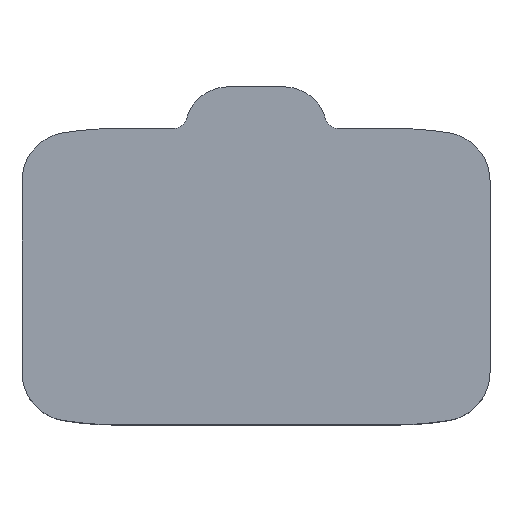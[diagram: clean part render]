
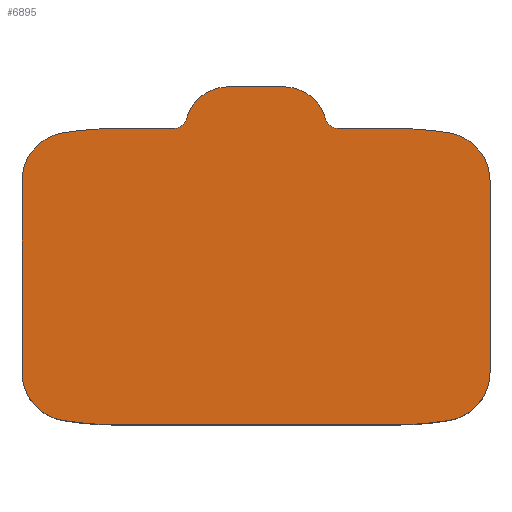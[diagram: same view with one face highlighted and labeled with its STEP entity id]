
A CAD part, top view. The second image highlights one B-rep face of the part: STEP entity #6895.
In plain terms, the highlighted planar face has unit normal (0, 0, 1).
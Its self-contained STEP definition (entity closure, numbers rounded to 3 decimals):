
#523=CARTESIAN_POINT('',(-4.7,9.25,2.));
#524=DIRECTION('',(0.,0.,-1.));
#525=DIRECTION('',(0.968,-0.25,0.));
#526=AXIS2_PLACEMENT_3D('',#523,#524,#525);
#558=CARTESIAN_POINT('',(4.7,9.25,2.));
#559=DIRECTION('',(0.,0.,-1.));
#560=DIRECTION('',(0.,-1.,0.));
#561=AXIS2_PLACEMENT_3D('',#558,#559,#560);
#563=CARTESIAN_POINT('',(1.602,8.45,2.));
#564=DIRECTION('',(0.,0.,1.));
#565=DIRECTION('',(0.968,0.25,0.));
#566=AXIS2_PLACEMENT_3D('',#563,#564,#565);
#568=DIRECTION('',(1.,0.,0.));
#569=VECTOR('',#568,3.3);
#570=CARTESIAN_POINT('',(4.7,8.55,2.));
#571=LINE('',#570,#569);
#572=CARTESIAN_POINT('',(8.,-10.756,2.));
#573=DIRECTION('',(0.,0.,-1.));
#574=DIRECTION('',(0.,1.,0.));
#575=AXIS2_PLACEMENT_3D('',#572,#573,#574);
#577=CARTESIAN_POINT('',(10.7,5.528,2.));
#578=DIRECTION('',(0.,0.,-1.));
#579=DIRECTION('',(0.164,0.987,0.));
#580=AXIS2_PLACEMENT_3D('',#577,#578,#579);
#582=DIRECTION('',(0.,1.,0.));
#583=VECTOR('',#582,11.055);
#584=CARTESIAN_POINT('',(13.5,-5.528,2.));
#585=LINE('',#584,#583);
#586=CARTESIAN_POINT('',(10.7,-5.528,2.));
#587=DIRECTION('',(0.,0.,-1.));
#588=DIRECTION('',(1.,0.,0.));
#589=AXIS2_PLACEMENT_3D('',#586,#587,#588);
#591=CARTESIAN_POINT('',(8.,10.756,2.));
#592=DIRECTION('',(0.,0.,-1.));
#593=DIRECTION('',(0.164,-0.987,0.));
#594=AXIS2_PLACEMENT_3D('',#591,#592,#593);
#596=DIRECTION('',(-1.,0.,0.));
#597=VECTOR('',#596,16.);
#598=CARTESIAN_POINT('',(8.,-8.55,2.));
#599=LINE('',#598,#597);
#600=CARTESIAN_POINT('',(-8.,10.756,2.));
#601=DIRECTION('',(0.,0.,-1.));
#602=DIRECTION('',(0.,-1.,0.));
#603=AXIS2_PLACEMENT_3D('',#600,#601,#602);
#605=CARTESIAN_POINT('',(-10.7,-5.528,2.));
#606=DIRECTION('',(0.,0.,-1.));
#607=DIRECTION('',(-0.164,-0.987,0.));
#608=AXIS2_PLACEMENT_3D('',#605,#606,#607);
#610=DIRECTION('',(0.,-1.,0.));
#611=VECTOR('',#610,11.055);
#612=CARTESIAN_POINT('',(-13.5,5.528,2.));
#613=LINE('',#612,#611);
#614=CARTESIAN_POINT('',(-10.7,5.528,2.));
#615=DIRECTION('',(0.,0.,-1.));
#616=DIRECTION('',(-1.,0.,0.));
#617=AXIS2_PLACEMENT_3D('',#614,#615,#616);
#619=CARTESIAN_POINT('',(-8.,-10.756,2.));
#620=DIRECTION('',(0.,0.,-1.));
#621=DIRECTION('',(-0.164,0.987,0.));
#622=AXIS2_PLACEMENT_3D('',#619,#620,#621);
#624=DIRECTION('',(1.,0.,0.));
#625=VECTOR('',#624,3.3);
#626=CARTESIAN_POINT('',(-8.,8.55,2.));
#627=LINE('',#626,#625);
#628=CARTESIAN_POINT('',(-1.602,8.45,2.));
#629=DIRECTION('',(0.,0.,1.));
#630=DIRECTION('',(0.,1.,0.));
#631=AXIS2_PLACEMENT_3D('',#628,#629,#630);
#633=DIRECTION('',(1.,0.,0.));
#634=VECTOR('',#633,3.204);
#635=CARTESIAN_POINT('',(-1.602,10.95,2.));
#636=LINE('',#635,#634);
#5367=CARTESIAN_POINT('',(8.,-8.55,2.));
#5368=CARTESIAN_POINT('',(-8.,-8.55,2.));
#5369=VERTEX_POINT('',#5367);
#5370=VERTEX_POINT('',#5368);
#5379=CARTESIAN_POINT('',(-11.158,-8.29,2.));
#5380=CARTESIAN_POINT('',(-13.5,-5.528,2.));
#5381=VERTEX_POINT('',#5379);
#5382=VERTEX_POINT('',#5380);
#5383=CARTESIAN_POINT('',(13.5,-5.528,2.));
#5384=CARTESIAN_POINT('',(11.158,-8.29,2.));
#5385=VERTEX_POINT('',#5383);
#5386=VERTEX_POINT('',#5384);
#5392=CARTESIAN_POINT('',(-8.,8.55,2.));
#5394=VERTEX_POINT('',#5392);
#5396=CARTESIAN_POINT('',(8.,8.55,2.));
#5398=VERTEX_POINT('',#5396);
#5403=CARTESIAN_POINT('',(-13.5,5.528,2.));
#5404=CARTESIAN_POINT('',(-11.158,8.29,2.));
#5405=VERTEX_POINT('',#5403);
#5406=VERTEX_POINT('',#5404);
#5407=CARTESIAN_POINT('',(11.158,8.29,2.));
#5408=CARTESIAN_POINT('',(13.5,5.528,2.));
#5409=VERTEX_POINT('',#5407);
#5410=VERTEX_POINT('',#5408);
#5455=CARTESIAN_POINT('',(-4.7,8.55,2.));
#5456=VERTEX_POINT('',#5455);
#5457=CARTESIAN_POINT('',(4.7,8.55,2.));
#5458=VERTEX_POINT('',#5457);
#5475=CARTESIAN_POINT('',(-1.602,10.95,2.));
#5476=CARTESIAN_POINT('',(1.602,10.95,2.));
#5477=VERTEX_POINT('',#5475);
#5478=VERTEX_POINT('',#5476);
#5479=CARTESIAN_POINT('',(-4.023,9.075,2.));
#5481=VERTEX_POINT('',#5479);
#5484=CARTESIAN_POINT('',(4.023,9.075,2.));
#5486=VERTEX_POINT('',#5484);
#6870=CARTESIAN_POINT('',(0.,0.,2.));
#6871=DIRECTION('',(0.,0.,1.));
#6872=DIRECTION('',(0.,-1.,0.));
#6873=AXIS2_PLACEMENT_3D('',#6870,#6871,#6872);
#6874=PLANE('',#6873);
#6875=ORIENTED_EDGE('',*,*,#6838,.F.);
#6876=ORIENTED_EDGE('',*,*,#6858,.F.);
#6877=ORIENTED_EDGE('',*,*,#6500,.T.);
#6878=ORIENTED_EDGE('',*,*,#6521,.T.);
#6879=ORIENTED_EDGE('',*,*,#6543,.T.);
#6880=ORIENTED_EDGE('',*,*,#6563,.F.);
#6881=ORIENTED_EDGE('',*,*,#6585,.T.);
#6882=ORIENTED_EDGE('',*,*,#6607,.T.);
#6883=ORIENTED_EDGE('',*,*,#6627,.T.);
#6884=ORIENTED_EDGE('',*,*,#6647,.T.);
#6885=ORIENTED_EDGE('',*,*,#6669,.T.);
#6886=ORIENTED_EDGE('',*,*,#6691,.F.);
#6887=ORIENTED_EDGE('',*,*,#6711,.T.);
#6888=ORIENTED_EDGE('',*,*,#6733,.T.);
#6889=ORIENTED_EDGE('',*,*,#6753,.T.);
#6890=ORIENTED_EDGE('',*,*,#6773,.F.);
#6891=ORIENTED_EDGE('',*,*,#6794,.F.);
#6892=ORIENTED_EDGE('',*,*,#6817,.T.);
#6893=EDGE_LOOP('',(#6875,#6876,#6877,#6878,#6879,#6880,#6881,#6882,#6883,#6884,
#6885,#6886,#6887,#6888,#6889,#6890,#6891,#6892));
#6894=FACE_OUTER_BOUND('',#6893,.F.);
#527=CIRCLE('',#526,0.7);
#562=CIRCLE('',#561,0.7);
#567=CIRCLE('',#566,2.5);
#576=CIRCLE('',#575,19.306);
#581=CIRCLE('',#580,2.8);
#590=CIRCLE('',#589,2.8);
#595=CIRCLE('',#594,19.306);
#604=CIRCLE('',#603,19.306);
#609=CIRCLE('',#608,2.8);
#618=CIRCLE('',#617,2.8);
#623=CIRCLE('',#622,19.306);
#632=CIRCLE('',#631,2.5);
#6500=EDGE_CURVE('',#5458,#5398,#571,.T.);
#6521=EDGE_CURVE('',#5398,#5409,#576,.T.);
#6543=EDGE_CURVE('',#5409,#5410,#581,.T.);
#6563=EDGE_CURVE('',#5385,#5410,#585,.T.);
#6585=EDGE_CURVE('',#5385,#5386,#590,.T.);
#6607=EDGE_CURVE('',#5386,#5369,#595,.T.);
#6627=EDGE_CURVE('',#5369,#5370,#599,.T.);
#6647=EDGE_CURVE('',#5370,#5381,#604,.T.);
#6669=EDGE_CURVE('',#5381,#5382,#609,.T.);
#6691=EDGE_CURVE('',#5405,#5382,#613,.T.);
#6711=EDGE_CURVE('',#5405,#5406,#618,.T.);
#6733=EDGE_CURVE('',#5406,#5394,#623,.T.);
#6753=EDGE_CURVE('',#5394,#5456,#627,.T.);
#6773=EDGE_CURVE('',#5481,#5456,#527,.T.);
#6794=EDGE_CURVE('',#5477,#5481,#632,.T.);
#6817=EDGE_CURVE('',#5477,#5478,#636,.T.);
#6838=EDGE_CURVE('',#5486,#5478,#567,.T.);
#6858=EDGE_CURVE('',#5458,#5486,#562,.T.);
#6895=ADVANCED_FACE('',(#6894),#6874,.T.);
